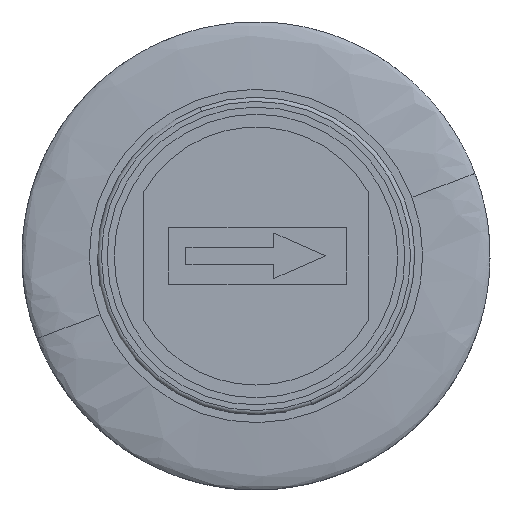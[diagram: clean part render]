
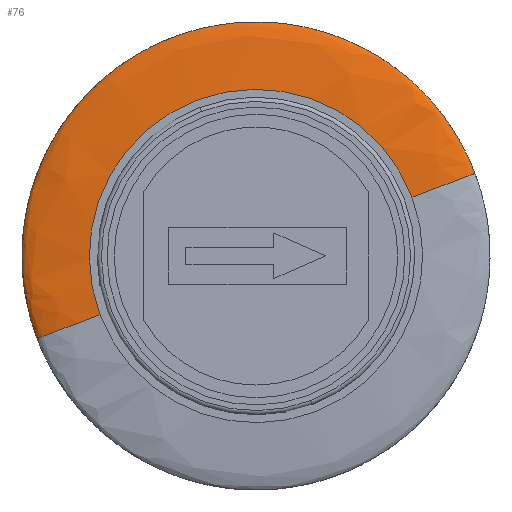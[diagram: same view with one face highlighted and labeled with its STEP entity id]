
A CAD part, left-side view. The second image highlights one B-rep face of the part: STEP entity #76.
In plain terms, the highlighted free-form (B-spline) face has degree [3, 3] with [4, 4] control points.
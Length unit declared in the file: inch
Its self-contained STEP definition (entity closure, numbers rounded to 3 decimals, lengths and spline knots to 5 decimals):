
#76 = ADVANCED_FACE ( 'NONE', ( #6746 ), #7024, .F. ) ;
#263 = VERTEX_POINT ( 'NONE', #909 ) ;
#318 = CARTESIAN_POINT ( 'NONE',  ( -3.705, 0.99406, -0.37465 ) ) ;
#397 = CARTESIAN_POINT ( 'NONE',  ( -3.705, -0.1354, 1.3071 ) ) ;
#524 = EDGE_CURVE ( 'NONE', #3279, #263, #1770, .T. ) ;
#820 = CARTESIAN_POINT ( 'NONE',  ( -3.705, 0.54992, -0.20726 ) ) ;
#827 = EDGE_CURVE ( 'NONE', #3279, #7751, #3532, .T. ) ;
#909 = CARTESIAN_POINT ( 'NONE',  ( -3.62, 0.54992, -0.20726 ) ) ;
#1091 = CARTESIAN_POINT ( 'NONE',  ( -3.705, -0.99406, 0.37465 ) ) ;
#1273 = CARTESIAN_POINT ( 'NONE',  ( -3.62, -0.54992, 0.20726 ) ) ;
#1581 = CARTESIAN_POINT ( 'NONE',  ( -3.62, -0.54992, 0.20726 ) ) ;
#1704 = CARTESIAN_POINT ( 'NONE',  ( -3.62, 0.54992, -0.20726 ) ) ;
#1770 = CIRCLE ( 'NONE', #5236, 0.58768 ) ;
#1923 = CARTESIAN_POINT ( 'NONE',  ( -3.62, 0., 0. ) ) ;
#1926 = VERTEX_POINT ( 'NONE', #6197 ) ;
#1931 = CARTESIAN_POINT ( 'NONE',  ( -3.705, -0.54992, 0.20726 ) ) ;
#3279 = VERTEX_POINT ( 'NONE', #1273 ) ;
#3421 = CARTESIAN_POINT ( 'NONE',  ( -3.62, -0.1354, 1.3071 ) ) ;
#3532 =( BOUNDED_CURVE ( )  B_SPLINE_CURVE ( 3, ( #4959, #3586, #6751, #8141 ),
 .UNSPECIFIED., .F., .T. ) 
 B_SPLINE_CURVE_WITH_KNOTS ( ( 4, 4 ),
 ( 1.5708, 4.71239 ),
 .UNSPECIFIED. ) 
 CURVE ( )  GEOMETRIC_REPRESENTATION_ITEM ( )  RATIONAL_B_SPLINE_CURVE ( ( 1., 0.333, 0.333, 1. ) ) 
 REPRESENTATION_ITEM ( '' )  );
#3579 = CARTESIAN_POINT ( 'NONE',  ( -3.705, 0.54992, -0.20726 ) ) ;
#3586 = CARTESIAN_POINT ( 'NONE',  ( -3.62, -0.99406, 0.37465 ) ) ;
#3805 = EDGE_LOOP ( 'NONE', ( #5022, #8037, #6269, #4826 ) ) ;
#4023 = CARTESIAN_POINT ( 'NONE',  ( -3.62, 0.99406, -0.37465 ) ) ;
#4069 = AXIS2_PLACEMENT_3D ( 'NONE', #7513, #6167, #6205 ) ;
#4214 = CARTESIAN_POINT ( 'NONE',  ( -3.62, 1.74337, 1.61347 ) ) ;
#4826 = ORIENTED_EDGE ( 'NONE', *, *, #827, .F. ) ;
#4884 = CIRCLE ( 'NONE', #4069, 0.58768 ) ;
#4959 = CARTESIAN_POINT ( 'NONE',  ( -3.62, -0.54992, 0.20726 ) ) ;
#5022 = ORIENTED_EDGE ( 'NONE', *, *, #524, .T. ) ;
#5167 =( BOUNDED_CURVE ( )  B_SPLINE_CURVE ( 3, ( #6513, #4023, #6601, #820 ),
 .UNSPECIFIED., .F., .T. ) 
 B_SPLINE_CURVE_WITH_KNOTS ( ( 4, 4 ),
 ( 1.5708, 4.71239 ),
 .UNSPECIFIED. ) 
 CURVE ( )  GEOMETRIC_REPRESENTATION_ITEM ( )  RATIONAL_B_SPLINE_CURVE ( ( 1., 0.333, 0.333, 1. ) ) 
 REPRESENTATION_ITEM ( '' )  );
#5176 = DIRECTION ( 'NONE',  ( 0., -0.353, -0.936 ) ) ;
#5236 = AXIS2_PLACEMENT_3D ( 'NONE', #1923, #6979, #5176 ) ;
#5382 = CARTESIAN_POINT ( 'NONE',  ( -3.705, 0.96444, 0.89258 ) ) ;
#5519 = EDGE_CURVE ( 'NONE', #263, #1926, #5167, .T. ) ;
#6005 = CARTESIAN_POINT ( 'NONE',  ( -3.62, -0.24475, 2.36277 ) ) ;
#6093 = CARTESIAN_POINT ( 'NONE',  ( -3.62, 0.99406, -0.37465 ) ) ;
#6167 = DIRECTION ( 'NONE',  ( -1., 0., 0. ) ) ;
#6197 = CARTESIAN_POINT ( 'NONE',  ( -3.705, 0.54992, -0.20726 ) ) ;
#6205 = DIRECTION ( 'NONE',  ( 0., -0.353, -0.936 ) ) ;
#6269 = ORIENTED_EDGE ( 'NONE', *, *, #7540, .F. ) ;
#6513 = CARTESIAN_POINT ( 'NONE',  ( -3.62, 0.54992, -0.20726 ) ) ;
#6601 = CARTESIAN_POINT ( 'NONE',  ( -3.705, 0.99406, -0.37465 ) ) ;
#6628 = CARTESIAN_POINT ( 'NONE',  ( -3.62, 0.96444, 0.89258 ) ) ;
#6705 = CARTESIAN_POINT ( 'NONE',  ( -3.705, 1.74337, 1.61347 ) ) ;
#6746 = FACE_OUTER_BOUND ( 'NONE', #3805, .T. ) ;
#6751 = CARTESIAN_POINT ( 'NONE',  ( -3.705, -0.99406, 0.37465 ) ) ;
#6979 = DIRECTION ( 'NONE',  ( -1., 0., 0. ) ) ;
#7024 =( BOUNDED_SURFACE ( )  B_SPLINE_SURFACE ( 3, 3, ( 
 ( #1581, #3421, #6628, #1704 ),
 ( #7429, #6005, #4214, #6093 ),
 ( #1091, #7297, #6705, #318 ),
 ( #7978, #397, #5382, #3579 ) ),
 .UNSPECIFIED., .F., .F., .T. ) 
 B_SPLINE_SURFACE_WITH_KNOTS ( ( 4, 4 ),
 ( 4, 4 ),
 ( 0., 1. ),
 ( 0., 1. ),
 .UNSPECIFIED. ) 
 GEOMETRIC_REPRESENTATION_ITEM ( )  RATIONAL_B_SPLINE_SURFACE ( (
 ( 1., 0.333, 0.333, 1.),
 ( 0.333, 0.111, 0.111, 0.333),
 ( 0.333, 0.111, 0.111, 0.333),
 ( 1., 0.333, 0.333, 1.) ) ) 
 REPRESENTATION_ITEM ( '' )  SURFACE ( )  );
#7297 = CARTESIAN_POINT ( 'NONE',  ( -3.705, -0.24475, 2.36277 ) ) ;
#7429 = CARTESIAN_POINT ( 'NONE',  ( -3.62, -0.99406, 0.37465 ) ) ;
#7513 = CARTESIAN_POINT ( 'NONE',  ( -3.705, 0., 0. ) ) ;
#7540 = EDGE_CURVE ( 'NONE', #7751, #1926, #4884, .T. ) ;
#7751 = VERTEX_POINT ( 'NONE', #1931 ) ;
#7978 = CARTESIAN_POINT ( 'NONE',  ( -3.705, -0.54992, 0.20726 ) ) ;
#8037 = ORIENTED_EDGE ( 'NONE', *, *, #5519, .T. ) ;
#8141 = CARTESIAN_POINT ( 'NONE',  ( -3.705, -0.54992, 0.20726 ) ) ;
